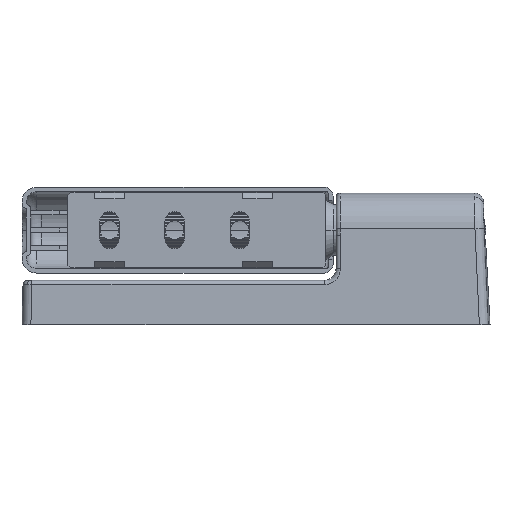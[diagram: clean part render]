
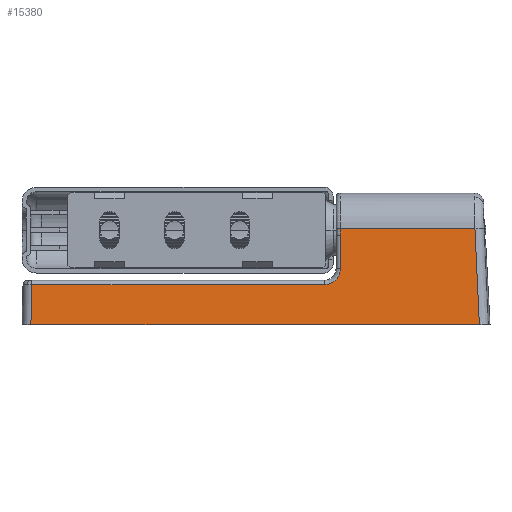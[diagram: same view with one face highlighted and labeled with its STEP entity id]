
A CAD part, left-side view. The second image highlights one B-rep face of the part: STEP entity #15380.
In plain terms, the highlighted planar face has unit normal (-0.999, 0, 0.046).
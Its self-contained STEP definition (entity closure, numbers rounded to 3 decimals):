
#4034 = AXIS2_PLACEMENT_3D ( 'NONE', #6455, #6456, #6457 ) ;
#5217 = EDGE_LOOP ( 'NONE', ( #13936, #13938, #13937, #13939, #13940, #13941, #13942, #13944 ) ) ;
#6454 = PLANE ( 'NONE',  #4034 ) ;
#6455 = CARTESIAN_POINT ( 'NONE',  ( -12.487, 79., -13.92 ) ) ;
#6456 = DIRECTION ( 'NONE',  ( 0.999, 0., -0.046 ) ) ;
#6457 = DIRECTION ( 'NONE',  ( -0.046, 0., -0.999 ) ) ;
#6677 = B_SPLINE_CURVE_WITH_KNOTS ( 'NONE', 3,
 ( #17978, #17979, #17980, #17981, #17982, #17983, #17984, #17985, #17986, #17987 ),
 .UNSPECIFIED., .F., .F.,
 ( 4, 3, 3, 4 ),
 ( 0., 0.009, 0.021, 0.033 ),
 .UNSPECIFIED. ) ;
#6678 = B_SPLINE_CURVE_WITH_KNOTS ( 'NONE', 3,
 ( #17988, #17989, #17990, #17991, #17992, #17993 ),
 .UNSPECIFIED., .F., .F.,
 ( 4, 2, 4 ),
 ( 0., 0.001, 0.002 ),
 .UNSPECIFIED. ) ;
#8045 = LINE ( 'NONE', #17833, #16701 ) ;
#8056 = LINE ( 'NONE', #17932, #16725 ) ;
#8057 = LINE ( 'NONE', #17970, #16727 ) ;
#8058 = LINE ( 'NONE', #17976, #16728 ) ;
#8059 = LINE ( 'NONE', #17994, #16729 ) ;
#8797 = FACE_OUTER_BOUND ( 'NONE', #5217, .T. ) ;
#11153 = EDGE_CURVE ( 'NONE', #11649, #11652, #8045, .T. ) ;
#11178 = EDGE_CURVE ( 'NONE', #11671, #11708, #8056, .T. ) ;
#11182 = EDGE_CURVE ( 'NONE', #11712, #11713, #8057, .T. ) ;
#11183 = EDGE_CURVE ( 'NONE', #11711, #11712, #18185, .T. ) ;
#11184 = EDGE_CURVE ( 'NONE', #11713, #11649, #8058, .T. ) ;
#11185 = EDGE_CURVE ( 'NONE', #11652, #11708, #6677, .T. ) ;
#11186 = EDGE_CURVE ( 'NONE', #11671, #11714, #6678, .T. ) ;
#11187 = EDGE_CURVE ( 'NONE', #11714, #11711, #8059, .T. ) ;
#11649 = VERTEX_POINT ( 'NONE', #15998 ) ;
#11652 = VERTEX_POINT ( 'NONE', #16001 ) ;
#11671 = VERTEX_POINT ( 'NONE', #16020 ) ;
#11708 = VERTEX_POINT ( 'NONE', #16057 ) ;
#11711 = VERTEX_POINT ( 'NONE', #16060 ) ;
#11712 = VERTEX_POINT ( 'NONE', #16061 ) ;
#11713 = VERTEX_POINT ( 'NONE', #16062 ) ;
#11714 = VERTEX_POINT ( 'NONE', #16063 ) ;
#13936 = ORIENTED_EDGE ( 'NONE', *, *, #11183, .T. ) ;
#13937 = ORIENTED_EDGE ( 'NONE', *, *, #11184, .T. ) ;
#13938 = ORIENTED_EDGE ( 'NONE', *, *, #11182, .T. ) ;
#13939 = ORIENTED_EDGE ( 'NONE', *, *, #11153, .T. ) ;
#13940 = ORIENTED_EDGE ( 'NONE', *, *, #11185, .T. ) ;
#13941 = ORIENTED_EDGE ( 'NONE', *, *, #11178, .F. ) ;
#13942 = ORIENTED_EDGE ( 'NONE', *, *, #11186, .T. ) ;
#13944 = ORIENTED_EDGE ( 'NONE', *, *, #11187, .T. ) ;
#15380 = ADVANCED_FACE ( 'NONE', ( #8797 ), #6454, .F. ) ;
#15998 = CARTESIAN_POINT ( 'NONE',  ( -14., 76.003, -46.5 ) ) ;
#16001 = CARTESIAN_POINT ( 'NONE',  ( -14., -75.377, -46.5 ) ) ;
#16020 = CARTESIAN_POINT ( 'NONE',  ( -12.487, -28.479, -13.92 ) ) ;
#16057 = CARTESIAN_POINT ( 'NONE',  ( -12.487, -73.882, -13.92 ) ) ;
#16060 = CARTESIAN_POINT ( 'NONE',  ( -13.114, -28.5, -27.43 ) ) ;
#16061 = CARTESIAN_POINT ( 'NONE',  ( -13.37, -23., -32.93 ) ) ;
#16062 = CARTESIAN_POINT ( 'NONE',  ( -13.37, 75.647, -32.93 ) ) ;
#16063 = CARTESIAN_POINT ( 'NONE',  ( -12.596, -28.5, -16.276 ) ) ;
#16701 = VECTOR ( 'NONE', #17834, 1000. ) ;
#16725 = VECTOR ( 'NONE', #17933, 1000. ) ;
#16727 = VECTOR ( 'NONE', #17971, 1000. ) ;
#16728 = VECTOR ( 'NONE', #17977, 1000. ) ;
#16729 = VECTOR ( 'NONE', #17995, 1000. ) ;
#17833 = CARTESIAN_POINT ( 'NONE',  ( -14., 79., -46.5 ) ) ;
#17834 = DIRECTION ( 'NONE',  ( 0., -1., 0. ) ) ;
#17932 = CARTESIAN_POINT ( 'NONE',  ( -12.487, 79., -13.92 ) ) ;
#17933 = DIRECTION ( 'NONE',  ( 0., -1., 0. ) ) ;
#17970 = CARTESIAN_POINT ( 'NONE',  ( -13.37, 75.61, -32.93 ) ) ;
#17971 = DIRECTION ( 'NONE',  ( 0., 1., 0. ) ) ;
#17972 = CARTESIAN_POINT ( 'NONE',  ( -13.114, -28.5, -27.43 ) ) ;
#17973 = CARTESIAN_POINT ( 'NONE',  ( -13.264, -28.5, -30.652 ) ) ;
#17974 = CARTESIAN_POINT ( 'NONE',  ( -13.37, -26.222, -32.93 ) ) ;
#17975 = CARTESIAN_POINT ( 'NONE',  ( -13.37, -23., -32.93 ) ) ;
#17976 = CARTESIAN_POINT ( 'NONE',  ( -12.491, 75.152, -14.02 ) ) ;
#17977 = DIRECTION ( 'NONE',  ( -0.046, 0.026, -0.999 ) ) ;
#17978 = CARTESIAN_POINT ( 'NONE',  ( -14., -75.377, -46.5 ) ) ;
#17979 = CARTESIAN_POINT ( 'NONE',  ( -13.866, -75.246, -43.616 ) ) ;
#17980 = CARTESIAN_POINT ( 'NONE',  ( -13.732, -75.114, -40.732 ) ) ;
#17981 = CARTESIAN_POINT ( 'NONE',  ( -13.598, -74.982, -37.849 ) ) ;
#17982 = CARTESIAN_POINT ( 'NONE',  ( -13.413, -74.8, -33.86 ) ) ;
#17983 = CARTESIAN_POINT ( 'NONE',  ( -13.228, -74.617, -29.872 ) ) ;
#17984 = CARTESIAN_POINT ( 'NONE',  ( -13.042, -74.434, -25.884 ) ) ;
#17985 = CARTESIAN_POINT ( 'NONE',  ( -12.857, -74.25, -21.896 ) ) ;
#17986 = CARTESIAN_POINT ( 'NONE',  ( -12.672, -74.066, -17.908 ) ) ;
#17987 = CARTESIAN_POINT ( 'NONE',  ( -12.487, -73.882, -13.92 ) ) ;
#17988 = CARTESIAN_POINT ( 'NONE',  ( -12.487, -28.479, -13.92 ) ) ;
#17989 = CARTESIAN_POINT ( 'NONE',  ( -12.505, -28.479, -14.313 ) ) ;
#17990 = CARTESIAN_POINT ( 'NONE',  ( -12.523, -28.483, -14.705 ) ) ;
#17991 = CARTESIAN_POINT ( 'NONE',  ( -12.559, -28.494, -15.491 ) ) ;
#17992 = CARTESIAN_POINT ( 'NONE',  ( -12.578, -28.5, -15.883 ) ) ;
#17993 = CARTESIAN_POINT ( 'NONE',  ( -12.596, -28.5, -16.276 ) ) ;
#17994 = CARTESIAN_POINT ( 'NONE',  ( -12.487, -28.5, -13.92 ) ) ;
#17995 = DIRECTION ( 'NONE',  ( -0.046, 0., -0.999 ) ) ;
#18185 =( BOUNDED_CURVE ( )  B_SPLINE_CURVE ( 3, ( #17972, #17973, #17974, #17975 ),
 .UNSPECIFIED., .F., .T. ) 
 B_SPLINE_CURVE_WITH_KNOTS ( ( 4, 4 ),
 ( 1.571, 3.142 ),
 .UNSPECIFIED. ) 
 CURVE ( )  GEOMETRIC_REPRESENTATION_ITEM ( )  RATIONAL_B_SPLINE_CURVE ( ( 1., 0.805, 0.805, 1. ) ) 
 REPRESENTATION_ITEM ( '' )  );
